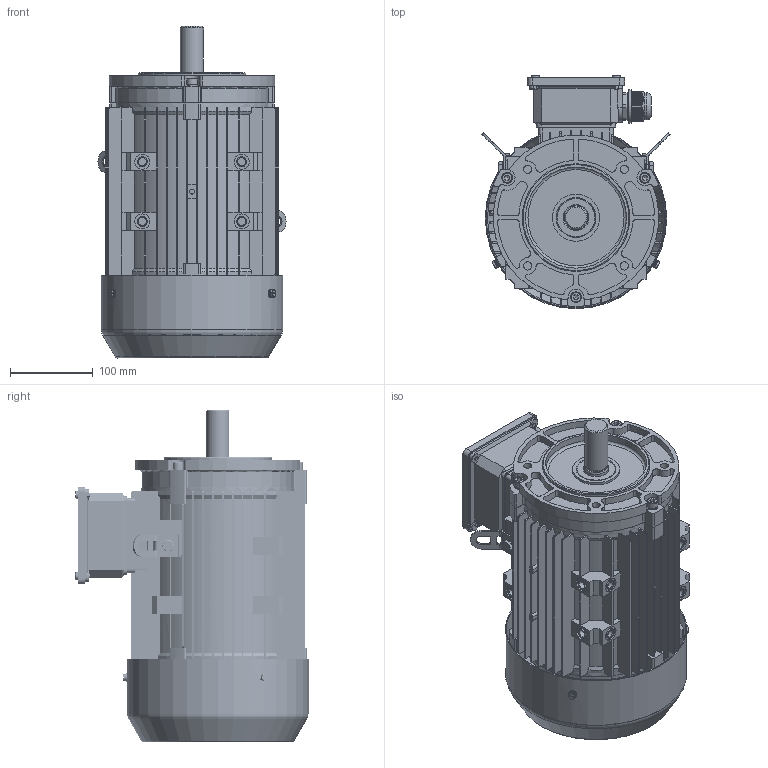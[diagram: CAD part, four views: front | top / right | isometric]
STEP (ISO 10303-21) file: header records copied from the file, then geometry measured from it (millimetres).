
FILE_DESCRIPTION(/* description */ (''),/* implementation_level */ '2;1');
FILE_NAME(/* name */ 'JL-112-B14B.stp',/* time_stamp */ '2018-12-30T14:55:31+08:00',/* author */ (''),/* organization */ (''),/* preprocessor_version */ 'ST-DEVELOPER v16.7',/* originating_system */ 'SIEMENS PLM Software NX 12.0',/* authorisation */ '');
FILE_SCHEMA (('AP203_CONFIGURATION_CONTROLLED_3D_DESIGN_OF_MECHANICAL_PARTS_AND_ASSEMBLIES_MIM_LF { 1 0 10303 403 2 1 2}'));
Products named in the file (1): JL-112-B14B
Bounding box: 227.33 x 281.5 x 401 mm (x, y, z)
Volume: 2188984.7 mm3; surface area: 1218087.5 mm2
Topology: 50 solids, 50 shells, 4588 faces, 12941 edges, 8610 vertices
Faces by surface type: plane 2747, cylinder 1457, torus 179, cone 169, bspline 36
Full cylindrical faces by diameter (mm): 2 x4, 4.48 x8, 4.8 x10, 5 x32, 5.3 x4, 5.8 x14, 6 x1, 7.188 x3, 8 x15, 8.58 x2, 9.1 x3, 10 x30, 11 x2, 12 x16, 13 x3, 14.785 x2, 16 x4, 18 x16, 20.9 x2, 24.7 x4, 26 x2, 27 x1, 28 x1, 28.2 x2, 29 x2, 29.45 x12, 30 x16, 30.4 x12, 31.35 x12, 32 x12
Entity records: 160327 total; most frequent: CARTESIAN_POINT 45037, ORIENTED_EDGE 24466, DIRECTION 22577, EDGE_CURVE 12233, VERTEX_POINT 8315, AXIS2_PLACEMENT_3D 7713, LINE 7151, VECTOR 7151
